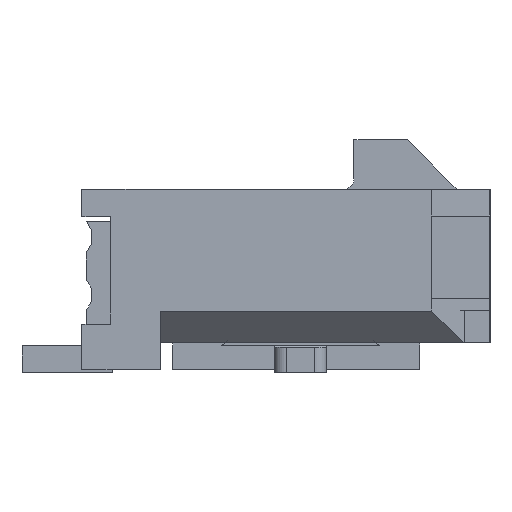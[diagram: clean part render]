
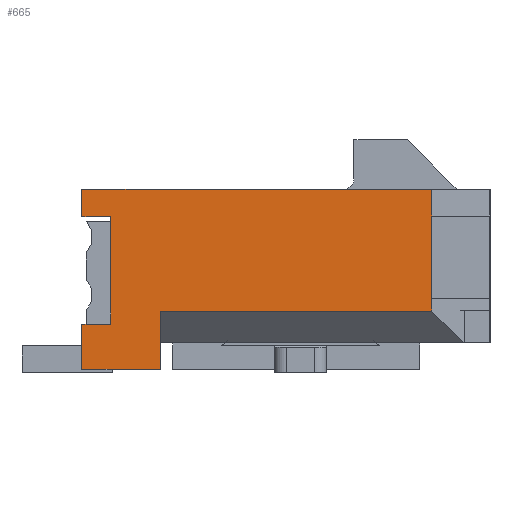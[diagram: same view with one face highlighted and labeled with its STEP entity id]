
A CAD part, left-side view. The second image highlights one B-rep face of the part: STEP entity #665.
In plain terms, the highlighted planar face has unit normal (-1, 0, 0).
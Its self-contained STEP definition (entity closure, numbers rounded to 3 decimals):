
#665 = ADVANCED_FACE( '', ( #1407 ), #1408, .T. );
#1407 = FACE_OUTER_BOUND( '', #2255, .T. );
#1408 = PLANE( '', #2256 );
#2255 = EDGE_LOOP( '', ( #4024, #4025, #4026, #4027, #4028, #4029, #4030, #4031, #4032, #4033, #4034, #4035 ) );
#2256 = AXIS2_PLACEMENT_3D( '', #4036, #4037, #4038 );
#4024 = ORIENTED_EDGE( '', *, *, #6059, .T. );
#4025 = ORIENTED_EDGE( '', *, *, #5669, .T. );
#4026 = ORIENTED_EDGE( '', *, *, #5537, .T. );
#4027 = ORIENTED_EDGE( '', *, *, #6060, .T. );
#4028 = ORIENTED_EDGE( '', *, *, #6043, .F. );
#4029 = ORIENTED_EDGE( '', *, *, #6061, .T. );
#4030 = ORIENTED_EDGE( '', *, *, #6018, .F. );
#4031 = ORIENTED_EDGE( '', *, *, #6062, .F. );
#4032 = ORIENTED_EDGE( '', *, *, #5985, .F. );
#4033 = ORIENTED_EDGE( '', *, *, #5583, .T. );
#4034 = ORIENTED_EDGE( '', *, *, #6033, .T. );
#4035 = ORIENTED_EDGE( '', *, *, #6063, .T. );
#4036 = CARTESIAN_POINT( '', ( -10.825, 0., 0. ) );
#4037 = DIRECTION( '', ( -1., 0., 0. ) );
#4038 = DIRECTION( '', ( 0., 0., 1. ) );
#5537 = EDGE_CURVE( '', #6747, #6748, #6749, .T. );
#5583 = EDGE_CURVE( '', #6824, #6822, #6825, .T. );
#5669 = EDGE_CURVE( '', #6976, #6747, #6978, .T. );
#5985 = EDGE_CURVE( '', #6824, #6473, #7455, .T. );
#6018 = EDGE_CURVE( '', #7497, #7499, #7500, .T. );
#6033 = EDGE_CURVE( '', #6822, #7518, #7520, .T. );
#6043 = EDGE_CURVE( '', #7533, #7535, #7536, .T. );
#6059 = EDGE_CURVE( '', #7559, #6976, #7560, .T. );
#6060 = EDGE_CURVE( '', #6748, #7535, #7561, .T. );
#6061 = EDGE_CURVE( '', #7533, #7499, #7562, .T. );
#6062 = EDGE_CURVE( '', #6473, #7497, #7563, .T. );
#6063 = EDGE_CURVE( '', #7518, #7559, #7564, .T. );
#6473 = VERTEX_POINT( '', #8061 );
#6747 = VERTEX_POINT( '', #8463 );
#6748 = VERTEX_POINT( '', #8464 );
#6749 = LINE( '', #8465, #8466 );
#6822 = VERTEX_POINT( '', #8580 );
#6824 = VERTEX_POINT( '', #8583 );
#6825 = LINE( '', #8584, #8585 );
#6976 = VERTEX_POINT( '', #8815 );
#6978 = LINE( '', #8818, #8819 );
#7455 = LINE( '', #9537, #9538 );
#7497 = VERTEX_POINT( '', #9602 );
#7499 = VERTEX_POINT( '', #9605 );
#7500 = LINE( '', #9606, #9607 );
#7518 = VERTEX_POINT( '', #9633 );
#7520 = LINE( '', #9636, #9637 );
#7533 = VERTEX_POINT( '', #9655 );
#7535 = VERTEX_POINT( '', #9658 );
#7536 = LINE( '', #9659, #9660 );
#7559 = VERTEX_POINT( '', #9695 );
#7560 = LINE( '', #9696, #9697 );
#7561 = LINE( '', #9698, #9699 );
#7562 = LINE( '', #9700, #9701 );
#7563 = LINE( '', #9702, #9703 );
#7564 = LINE( '', #9704, #9705 );
#8061 = CARTESIAN_POINT( '', ( -10.825, -3.536, 1.535 ) );
#8463 = CARTESIAN_POINT( '', ( -10.825, 4.95, -1.085 ) );
#8464 = CARTESIAN_POINT( '', ( -10.825, 4.95, -2.185 ) );
#8465 = CARTESIAN_POINT( '', ( -10.825, 4.95, 2.185 ) );
#8466 = VECTOR( '', #10386, 1000. );
#8580 = CARTESIAN_POINT( '', ( -10.825, 4.95, 2.185 ) );
#8583 = CARTESIAN_POINT( '', ( -10.825, -3.536, 2.185 ) );
#8584 = CARTESIAN_POINT( '', ( -10.825, -4.95, 2.185 ) );
#8585 = VECTOR( '', #10429, 1000. );
#8815 = CARTESIAN_POINT( '', ( -10.825, 4.25, -1.085 ) );
#8818 = CARTESIAN_POINT( '', ( -10.825, 0., -1.085 ) );
#8819 = VECTOR( '', #10510, 1000. );
#9537 = CARTESIAN_POINT( '', ( -10.825, -3.536, 0. ) );
#9538 = VECTOR( '', #10773, 1000. );
#9602 = CARTESIAN_POINT( '', ( -10.825, -3.536, -0.465 ) );
#9605 = CARTESIAN_POINT( '', ( -10.825, -3.536, -0.771 ) );
#9606 = CARTESIAN_POINT( '', ( -10.825, -3.536, 0. ) );
#9607 = VECTOR( '', #10803, 1000. );
#9633 = CARTESIAN_POINT( '', ( -10.825, 4.95, 1.515 ) );
#9636 = CARTESIAN_POINT( '', ( -10.825, 4.95, 2.185 ) );
#9637 = VECTOR( '', #10813, 1000. );
#9655 = CARTESIAN_POINT( '', ( -10.825, 3.05, -0.771 ) );
#9658 = CARTESIAN_POINT( '', ( -10.825, 3.05, -2.185 ) );
#9659 = CARTESIAN_POINT( '', ( -10.825, 3.05, -2.185 ) );
#9660 = VECTOR( '', #10820, 1000. );
#9695 = CARTESIAN_POINT( '', ( -10.825, 4.25, 1.515 ) );
#9696 = CARTESIAN_POINT( '', ( -10.825, 4.25, 0. ) );
#9697 = VECTOR( '', #10833, 1000. );
#9698 = CARTESIAN_POINT( '', ( -10.825, 4.95, -2.185 ) );
#9699 = VECTOR( '', #10834, 1000. );
#9700 = CARTESIAN_POINT( '', ( -10.825, 3.05, -0.771 ) );
#9701 = VECTOR( '', #10835, 1000. );
#9702 = CARTESIAN_POINT( '', ( -10.825, -3.536, 1.535 ) );
#9703 = VECTOR( '', #10836, 1000. );
#9704 = CARTESIAN_POINT( '', ( -10.825, 0., 1.515 ) );
#9705 = VECTOR( '', #10837, 1000. );
#10386 = DIRECTION( '', ( 0., 0., -1. ) );
#10429 = DIRECTION( '', ( 0., 1., 0. ) );
#10510 = DIRECTION( '', ( 0., 1., 0. ) );
#10773 = DIRECTION( '', ( 0., 0., -1. ) );
#10803 = DIRECTION( '', ( 0., 0., -1. ) );
#10813 = DIRECTION( '', ( 0., 0., -1. ) );
#10820 = DIRECTION( '', ( 0., 0., -1. ) );
#10833 = DIRECTION( '', ( 0., 0., -1. ) );
#10834 = DIRECTION( '', ( 0., -1., 0. ) );
#10835 = DIRECTION( '', ( 0., -1., 0. ) );
#10836 = DIRECTION( '', ( 0., 0., -1. ) );
#10837 = DIRECTION( '', ( 0., -1., 0. ) );
